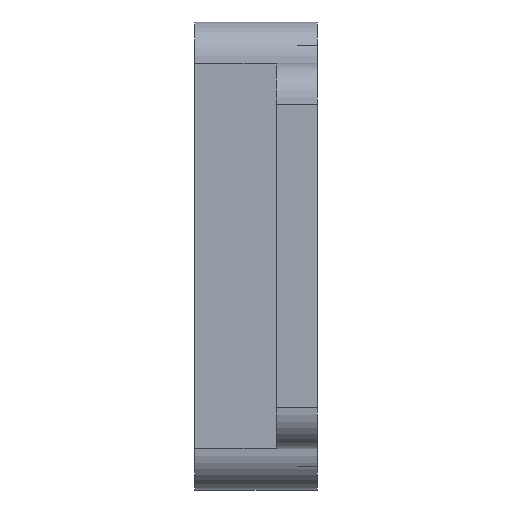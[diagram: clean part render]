
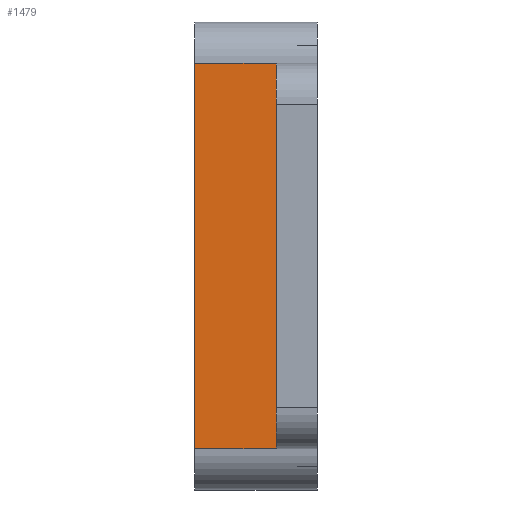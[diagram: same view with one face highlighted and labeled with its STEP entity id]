
A CAD part, left-side view. The second image highlights one B-rep face of the part: STEP entity #1479.
In plain terms, the highlighted planar face has unit normal (-1, 0, 0).
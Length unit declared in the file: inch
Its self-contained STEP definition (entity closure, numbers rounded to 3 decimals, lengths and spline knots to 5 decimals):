
#73 = DIRECTION ( 'NONE',  ( 1., 0., 0. ) ) ;
#121 = CARTESIAN_POINT ( 'NONE',  ( -1.72325, 0.25, -1.175 ) ) ;
#181 = ORIENTED_EDGE ( 'NONE', *, *, #1896, .T. ) ;
#185 = VERTEX_POINT ( 'NONE', #586 ) ;
#300 = DIRECTION ( 'NONE',  ( 0., 0., 1. ) ) ;
#417 = LINE ( 'NONE', #121, #1432 ) ;
#435 = EDGE_LOOP ( 'NONE', ( #440, #181, #1507, #1994 ) ) ;
#440 = ORIENTED_EDGE ( 'NONE', *, *, #2484, .F. ) ;
#491 = LINE ( 'NONE', #1949, #2558 ) ;
#586 = CARTESIAN_POINT ( 'NONE',  ( -1.72325, 0.25, -1.175 ) ) ;
#598 = AXIS2_PLACEMENT_3D ( 'NONE', #1494, #73, #1508 ) ;
#796 = EDGE_CURVE ( 'NONE', #1985, #1820, #491, .T. ) ;
#884 = CARTESIAN_POINT ( 'NONE',  ( -1.72325, 0.745, 1.175 ) ) ;
#932 = DIRECTION ( 'NONE',  ( 0., 0., -1. ) ) ;
#1009 = FACE_OUTER_BOUND ( 'NONE', #435, .T. ) ;
#1159 = CARTESIAN_POINT ( 'NONE',  ( -1.72325, 0.25, 1.175 ) ) ;
#1225 = VECTOR ( 'NONE', #2343, 39.37008 ) ;
#1432 = VECTOR ( 'NONE', #932, 39.37008 ) ;
#1479 = ADVANCED_FACE ( 'NONE', ( #1009 ), #2550, .F. ) ;
#1494 = CARTESIAN_POINT ( 'NONE',  ( -1.72325, 0.745, 1.425 ) ) ;
#1507 = ORIENTED_EDGE ( 'NONE', *, *, #796, .F. ) ;
#1508 = DIRECTION ( 'NONE',  ( 0., 0., -1. ) ) ;
#1820 = VERTEX_POINT ( 'NONE', #2020 ) ;
#1896 = EDGE_CURVE ( 'NONE', #2372, #1820, #2333, .T. ) ;
#1942 = CARTESIAN_POINT ( 'NONE',  ( -1.72325, 0.745, -1.175 ) ) ;
#1949 = CARTESIAN_POINT ( 'NONE',  ( -1.72325, 0.745, 1.425 ) ) ;
#1985 = VERTEX_POINT ( 'NONE', #1942 ) ;
#1994 = ORIENTED_EDGE ( 'NONE', *, *, #2452, .T. ) ;
#2020 = CARTESIAN_POINT ( 'NONE',  ( -1.72325, 0.745, 1.175 ) ) ;
#2129 = LINE ( 'NONE', #2182, #2331 ) ;
#2182 = CARTESIAN_POINT ( 'NONE',  ( -1.72325, 0.745, -1.175 ) ) ;
#2331 = VECTOR ( 'NONE', #2382, 39.37008 ) ;
#2333 = LINE ( 'NONE', #884, #1225 ) ;
#2343 = DIRECTION ( 'NONE',  ( 0., 1., 0. ) ) ;
#2372 = VERTEX_POINT ( 'NONE', #1159 ) ;
#2382 = DIRECTION ( 'NONE',  ( 0., -1., 0. ) ) ;
#2452 = EDGE_CURVE ( 'NONE', #1985, #185, #2129, .T. ) ;
#2484 = EDGE_CURVE ( 'NONE', #2372, #185, #417, .T. ) ;
#2550 = PLANE ( 'NONE',  #598 ) ;
#2558 = VECTOR ( 'NONE', #300, 39.37008 ) ;
